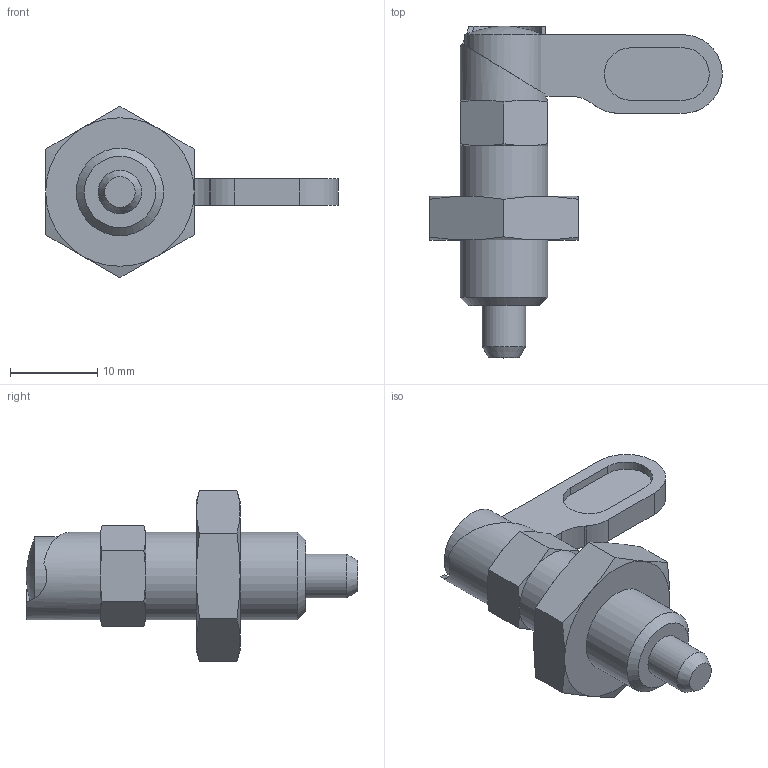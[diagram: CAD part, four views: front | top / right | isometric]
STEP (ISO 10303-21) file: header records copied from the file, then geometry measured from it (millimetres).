
FILE_DESCRIPTION( ( 'STEP AP214' ), '1' );
FILE_NAME( 'K1284.1050510__ENTSPANNT_.stp', '2020-12-10T11:07:10', ( '' ), ( '' ), ' ', 'PARTsolutions', ' ' );
FILE_SCHEMA( ( 'AUTOMOTIVE_DESIGN { 1 0 10303 214 1 1 1 1 }' ) );
Length unit declared in the file: millimetre
Products named in the file (1): _K1284.1050510_(ENTSPANNT)
Bounding box: 33.5 x 38 x 19.63 mm (x, y, z)
Volume: 3768.8 mm3; surface area: 2588.5 mm2
Topology: 1 solids, 1 shells, 76 faces, 180 edges, 110 vertices
Faces by surface type: plane 33, cone 26, cylinder 16, bspline 1
Full cylindrical faces by diameter (mm): 5 x1, 6.2 x1, 8.98 x1, 9.02 x1, 10 x3
Entity records: 2896 total; most frequent: CARTESIAN_POINT 655, ORIENTED_EDGE 332, DIRECTION 321, EDGE_CURVE 166, AXIS2_PLACEMENT_3D 134, VERTEX_POINT 106, EDGE_LOOP 91, FACE_OUTER_BOUND 82
